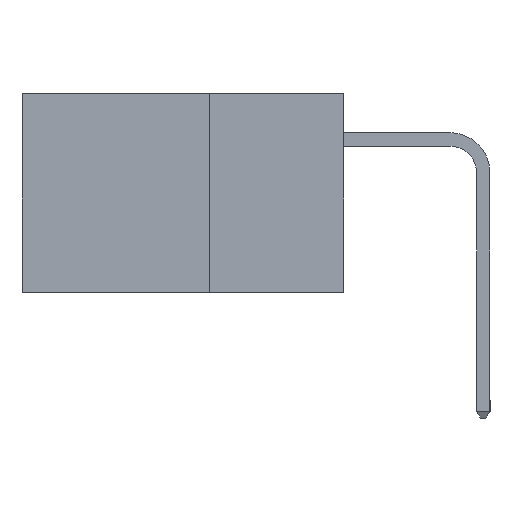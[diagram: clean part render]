
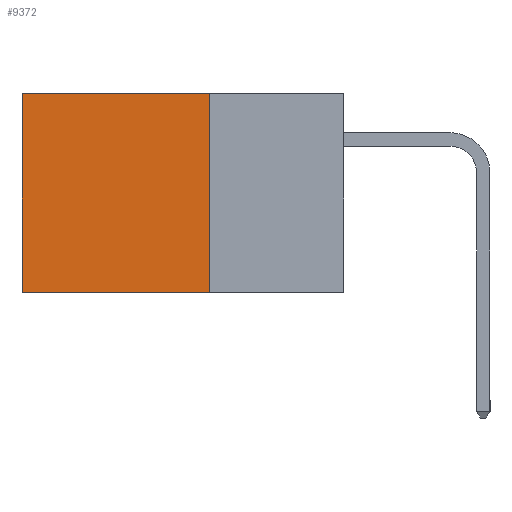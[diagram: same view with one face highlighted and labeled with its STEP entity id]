
A CAD part, left-side view. The second image highlights one B-rep face of the part: STEP entity #9372.
In plain terms, the highlighted planar face has unit normal (-1, 0, 0).
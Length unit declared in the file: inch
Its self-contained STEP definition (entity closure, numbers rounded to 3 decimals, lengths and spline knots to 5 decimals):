
#54 = VERTEX_POINT ( 'NONE', #11764 ) ;
#304 = ORIENTED_EDGE ( 'NONE', *, *, #13099, .T. ) ;
#750 = FACE_OUTER_BOUND ( 'NONE', #19195, .T. ) ;
#1654 = EDGE_CURVE ( 'NONE', #9146, #4883, #12233, .T. ) ;
#2331 = EDGE_CURVE ( 'NONE', #11728, #9146, #7768, .T. ) ;
#4883 = VERTEX_POINT ( 'NONE', #11595 ) ;
#5269 = VECTOR ( 'NONE', #6612, 39.37008 ) ;
#5749 = EDGE_CURVE ( 'NONE', #11728, #54, #11564, .T. ) ;
#6182 = CARTESIAN_POINT ( 'NONE',  ( 0.2615, 0.25, 0. ) ) ;
#6580 = ORIENTED_EDGE ( 'NONE', *, *, #1654, .F. ) ;
#6612 = DIRECTION ( 'NONE',  ( 0., 0., -1. ) ) ;
#7322 = DIRECTION ( 'NONE',  ( 0., 1., 0. ) ) ;
#7768 = LINE ( 'NONE', #13435, #15599 ) ;
#7930 = CARTESIAN_POINT ( 'NONE',  ( 0.2615, 0.25, -0.37 ) ) ;
#8833 = DIRECTION ( 'NONE',  ( 1., 0., 0. ) ) ;
#9146 = VERTEX_POINT ( 'NONE', #19074 ) ;
#9372 = ADVANCED_FACE ( 'NONE', ( #750 ), #13508, .F. ) ;
#11062 = VECTOR ( 'NONE', #11845, 39.37008 ) ;
#11308 = ORIENTED_EDGE ( 'NONE', *, *, #5749, .T. ) ;
#11426 = AXIS2_PLACEMENT_3D ( 'NONE', #18106, #8833, #19573 ) ;
#11564 = LINE ( 'NONE', #12230, #11062 ) ;
#11595 = CARTESIAN_POINT ( 'NONE',  ( 0.2615, 0.6, -0.37 ) ) ;
#11728 = VERTEX_POINT ( 'NONE', #6182 ) ;
#11764 = CARTESIAN_POINT ( 'NONE',  ( 0.2615, 0.6, 0. ) ) ;
#11845 = DIRECTION ( 'NONE',  ( 0., 1., 0. ) ) ;
#12230 = CARTESIAN_POINT ( 'NONE',  ( 0.2615, 0.25, 0. ) ) ;
#12233 = LINE ( 'NONE', #7930, #19817 ) ;
#13099 = EDGE_CURVE ( 'NONE', #54, #4883, #17212, .T. ) ;
#13375 = DIRECTION ( 'NONE',  ( 0., 0., -1. ) ) ;
#13435 = CARTESIAN_POINT ( 'NONE',  ( 0.2615, 0.25, -0.37 ) ) ;
#13508 = PLANE ( 'NONE',  #11426 ) ;
#15599 = VECTOR ( 'NONE', #13375, 39.37008 ) ;
#15980 = CARTESIAN_POINT ( 'NONE',  ( 0.2615, 0.6, -0.37 ) ) ;
#16375 = ORIENTED_EDGE ( 'NONE', *, *, #2331, .F. ) ;
#17212 = LINE ( 'NONE', #15980, #5269 ) ;
#18106 = CARTESIAN_POINT ( 'NONE',  ( 0.2615, 0.25, -0.37 ) ) ;
#19074 = CARTESIAN_POINT ( 'NONE',  ( 0.2615, 0.25, -0.37 ) ) ;
#19195 = EDGE_LOOP ( 'NONE', ( #304, #6580, #16375, #11308 ) ) ;
#19573 = DIRECTION ( 'NONE',  ( 0., 0., -1. ) ) ;
#19817 = VECTOR ( 'NONE', #7322, 39.37008 ) ;
